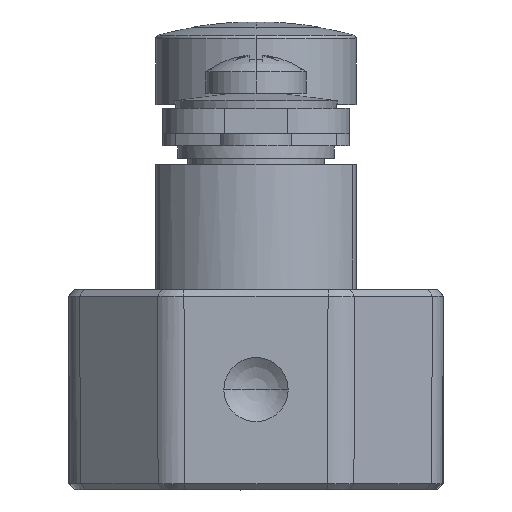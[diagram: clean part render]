
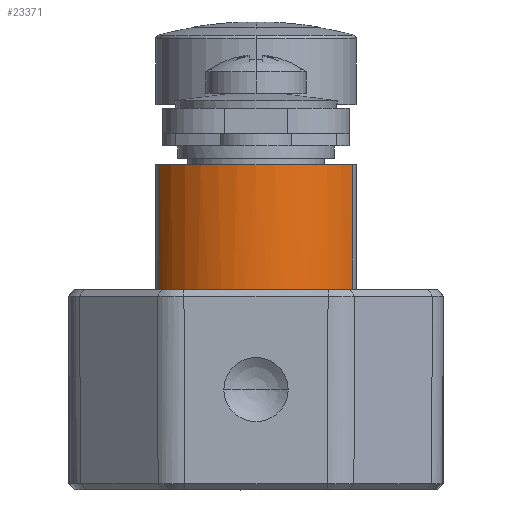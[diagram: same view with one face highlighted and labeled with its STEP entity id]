
A CAD part, front view. The second image highlights one B-rep face of the part: STEP entity #23371.
In plain terms, the highlighted cylindrical face has radius 9 mm (diameter 18 mm), a partial arc.
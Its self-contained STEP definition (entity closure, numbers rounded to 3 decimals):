
#18413=CARTESIAN_POINT('',(18.,0.,0.));
#18414=DIRECTION('',(1.,0.,0.));
#18415=DIRECTION('',(0.,0.515,-0.857));
#18416=AXIS2_PLACEMENT_3D('',#18413,#18414,#18415);
#18459=DIRECTION('',(1.,0.,0.));
#18460=VECTOR('',#18459,15.881);
#18461=CARTESIAN_POINT('',(2.119,4.636,7.714));
#18462=LINE('',#18461,#18460);
#18506=CARTESIAN_POINT('',(2.119,4.636,
-7.714));
#18507=CARTESIAN_POINT('',(2.442,4.784,
-7.625));
#18508=CARTESIAN_POINT('',(3.111,5.144,
-7.397));
#18509=CARTESIAN_POINT('',(4.146,5.831,
-6.88));
#18510=CARTESIAN_POINT('',(5.233,6.652,
-6.103));
#18511=CARTESIAN_POINT('',(6.172,7.418,
-5.143));
#18512=CARTESIAN_POINT('',(6.88,8.019,
-4.14));
#18513=CARTESIAN_POINT('',(7.401,8.471,
-3.106));
#18514=CARTESIAN_POINT('',(7.753,8.781,
-2.068));
#18515=CARTESIAN_POINT('',(7.956,8.961,
-1.032));
#18516=CARTESIAN_POINT('',(8.022,9.02,
0.));
#18517=CARTESIAN_POINT('',(7.956,8.961,1.032));
#18518=CARTESIAN_POINT('',(7.753,8.781,2.068));
#18519=CARTESIAN_POINT('',(7.401,8.471,3.106));
#18520=CARTESIAN_POINT('',(6.88,8.019,4.14));
#18521=CARTESIAN_POINT('',(6.172,7.418,5.143));
#18522=CARTESIAN_POINT('',(5.233,6.652,6.103));
#18523=CARTESIAN_POINT('',(4.146,5.831,6.88));
#18524=CARTESIAN_POINT('',(3.111,5.144,7.397));
#18525=CARTESIAN_POINT('',(2.442,4.784,7.625));
#18526=CARTESIAN_POINT('',(2.119,4.636,7.714));
#18912=DIRECTION('',(-1.,0.,0.));
#18913=VECTOR('',#18912,15.881);
#18914=CARTESIAN_POINT('',(18.,4.636,-7.714));
#18915=LINE('',#18914,#18913);
#22002=CARTESIAN_POINT('',(2.119,4.636,7.714));
#22003=CARTESIAN_POINT('',(18.,4.636,7.714));
#22004=VERTEX_POINT('',#22002);
#22005=VERTEX_POINT('',#22003);
#22010=CARTESIAN_POINT('',(18.,4.636,-7.714));
#22011=CARTESIAN_POINT('',(2.119,4.636,
-7.714));
#22012=VERTEX_POINT('',#22010);
#22013=VERTEX_POINT('',#22011);
#23358=CARTESIAN_POINT('',(8.,0.,0.));
#23359=DIRECTION('',(1.,0.,0.));
#23360=DIRECTION('',(0.,0.,-1.));
#23361=AXIS2_PLACEMENT_3D('',#23358,#23359,#23360);
#23362=CYLINDRICAL_SURFACE('',#23361,9.);
#23363=ORIENTED_EDGE('',*,*,#23348,.F.);
#23365=ORIENTED_EDGE('',*,*,#23364,.F.);
#23367=ORIENTED_EDGE('',*,*,#23366,.F.);
#23368=ORIENTED_EDGE('',*,*,#23321,.T.);
#23369=EDGE_LOOP('',(#23363,#23365,#23367,#23368));
#23370=FACE_OUTER_BOUND('',#23369,.F.);
#18417=CIRCLE('',#18416,9.);
#18527=B_SPLINE_CURVE_WITH_KNOTS('',3,(#18506,#18507,#18508,#18509,#18510,
#18511,#18512,#18513,#18514,#18515,#18516,#18517,#18518,#18519,#18520,#18521,
#18522,#18523,#18524,#18525,#18526),.UNSPECIFIED.,.F.,.F.,(4,1,1,1,1,1,1,1,1,1,
1,1,1,1,1,1,1,1,4),(0.,0.056,0.111,0.167,
0.222,0.278,0.333,0.389,
0.444,0.5,0.556,0.611,0.667,
0.722,0.778,0.833,0.889,
0.944,1.),.UNSPECIFIED.);
#23321=EDGE_CURVE('',#22012,#22005,#18417,.T.);
#23348=EDGE_CURVE('',#22004,#22005,#18462,.T.);
#23364=EDGE_CURVE('',#22013,#22004,#18527,.T.);
#23366=EDGE_CURVE('',#22012,#22013,#18915,.T.);
#23371=ADVANCED_FACE('',(#23370),#23362,.T.);
